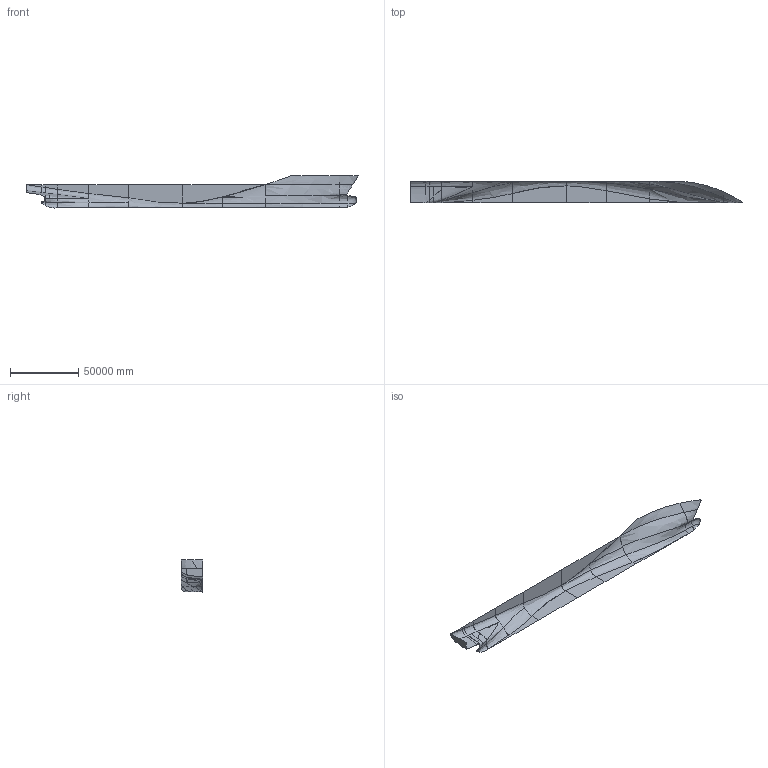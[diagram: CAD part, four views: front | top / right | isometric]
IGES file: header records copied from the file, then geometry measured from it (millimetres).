
Start section: LINES IGES Output
Global section: file name: 1203.igs; native system: Workstation; preprocessor: KCS IGES 1.2; author: LINES; organization: Tribon; date: 050114.155026; units: metre
Bounding box: 243844.16 x 16100 x 23505.42 mm (x, y, z)
Surface area: 7009290215.6 mm2 (no closed solid volume)
Topology: 0 solids, 0 shells, 55 faces, 220 edges, 211 vertices
Faces by surface type: bspline 55
